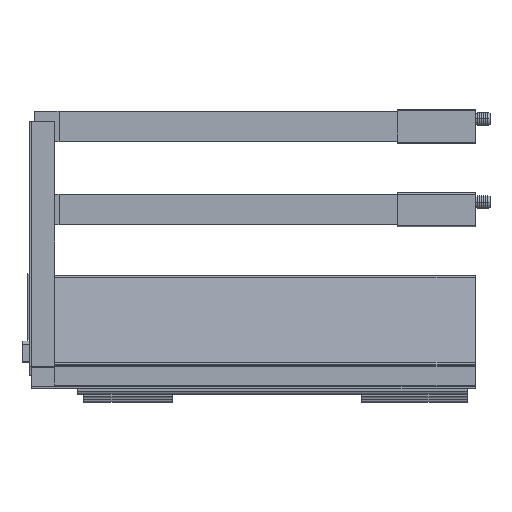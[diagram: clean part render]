
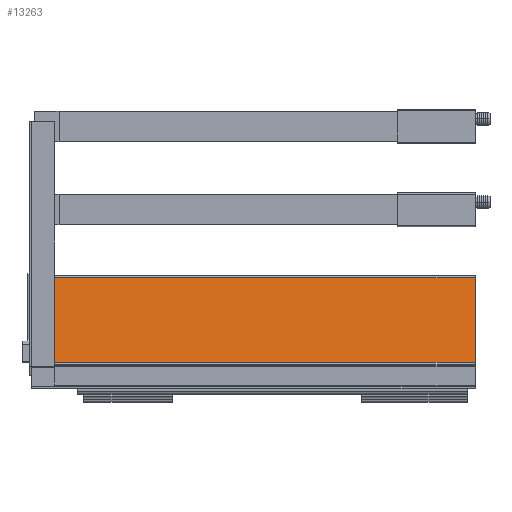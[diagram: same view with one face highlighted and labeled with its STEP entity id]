
A CAD part, top view. The second image highlights one B-rep face of the part: STEP entity #13263.
In plain terms, the highlighted planar face has unit normal (0, 0.139, 0.99).
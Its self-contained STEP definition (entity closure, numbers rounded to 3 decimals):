
#820 = PLANE ( 'NONE',  #9426 ) ;
#1359 = VERTEX_POINT ( 'NONE', #3074 ) ;
#1593 = ORIENTED_EDGE ( 'NONE', *, *, #4715, .F. ) ;
#2041 = DIRECTION ( 'NONE',  ( 1., 0., 0. ) ) ;
#3041 = DIRECTION ( 'NONE',  ( 0., -0.99, 0.139 ) ) ;
#3074 = CARTESIAN_POINT ( 'NONE',  ( -323.5, 10.222, 34.135 ) ) ;
#3551 = DIRECTION ( 'NONE',  ( 0., -0.99, 0.139 ) ) ;
#3744 = ORIENTED_EDGE ( 'NONE', *, *, #12311, .F. ) ;
#4028 = CARTESIAN_POINT ( 'NONE',  ( -323.5, 75.024, 25.028 ) ) ;
#4122 = CARTESIAN_POINT ( 'NONE',  ( -343., 75.024, 25.028 ) ) ;
#4568 = VECTOR ( 'NONE', #9343, 1000. ) ;
#4667 = VERTEX_POINT ( 'NONE', #8721 ) ;
#4698 = ORIENTED_EDGE ( 'NONE', *, *, #6505, .T. ) ;
#4715 = EDGE_CURVE ( 'NONE', #10671, #4667, #6808, .T. ) ;
#4871 = LINE ( 'NONE', #12387, #4568 ) ;
#6448 = LINE ( 'NONE', #8846, #7525 ) ;
#6505 = EDGE_CURVE ( 'NONE', #1359, #4667, #4871, .T. ) ;
#6674 = VERTEX_POINT ( 'NONE', #4028 ) ;
#6808 = LINE ( 'NONE', #11126, #11368 ) ;
#7047 = VECTOR ( 'NONE', #2041, 1000. ) ;
#7467 = EDGE_CURVE ( 'NONE', #1359, #6674, #6448, .T. ) ;
#7525 = VECTOR ( 'NONE', #9763, 1000. ) ;
#7526 = EDGE_LOOP ( 'NONE', ( #12174, #4698, #1593, #3744 ) ) ;
#7724 = LINE ( 'NONE', #11900, #7047 ) ;
#8445 = DIRECTION ( 'NONE',  ( 0., 0.139, 0.99 ) ) ;
#8721 = CARTESIAN_POINT ( 'NONE',  ( 0., 10.222, 34.135 ) ) ;
#8846 = CARTESIAN_POINT ( 'NONE',  ( -323.5, 75.024, 25.028 ) ) ;
#9343 = DIRECTION ( 'NONE',  ( 1., 0., 0. ) ) ;
#9426 = AXIS2_PLACEMENT_3D ( 'NONE', #4122, #8445, #3041 ) ;
#9763 = DIRECTION ( 'NONE',  ( 0., 0.99, -0.139 ) ) ;
#10554 = FACE_OUTER_BOUND ( 'NONE', #7526, .T. ) ;
#10671 = VERTEX_POINT ( 'NONE', #11199 ) ;
#11126 = CARTESIAN_POINT ( 'NONE',  ( 0., 75.024, 25.028 ) ) ;
#11199 = CARTESIAN_POINT ( 'NONE',  ( 0., 75.024, 25.028 ) ) ;
#11368 = VECTOR ( 'NONE', #3551, 1000. ) ;
#11900 = CARTESIAN_POINT ( 'NONE',  ( -343., 75.024, 25.028 ) ) ;
#12174 = ORIENTED_EDGE ( 'NONE', *, *, #7467, .F. ) ;
#12311 = EDGE_CURVE ( 'NONE', #6674, #10671, #7724, .T. ) ;
#12387 = CARTESIAN_POINT ( 'NONE',  ( 0., 10.222, 34.135 ) ) ;
#13263 = ADVANCED_FACE ( 'NONE', ( #10554 ), #820, .T. ) ;
